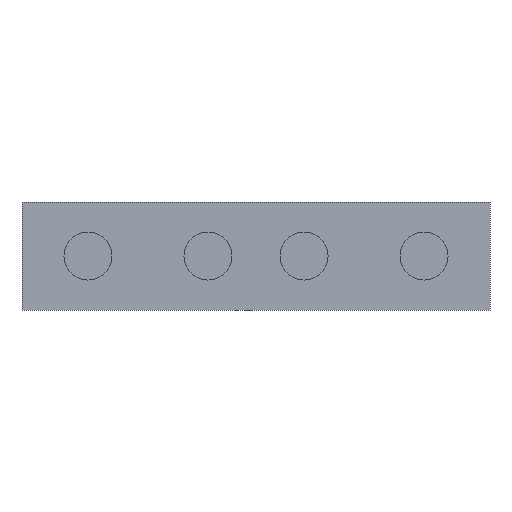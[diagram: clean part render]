
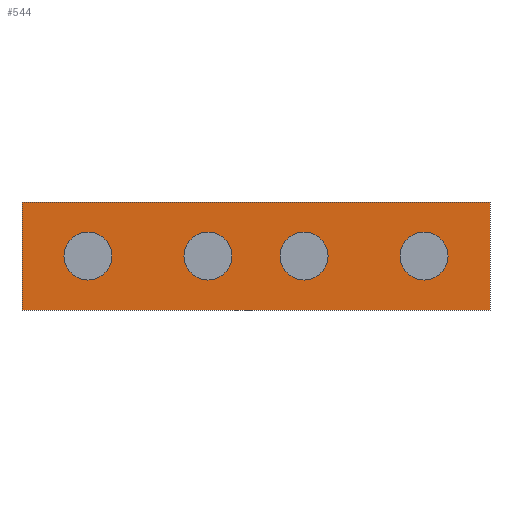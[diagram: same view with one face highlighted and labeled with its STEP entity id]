
A CAD part, front view. The second image highlights one B-rep face of the part: STEP entity #544.
In plain terms, the highlighted planar face has unit normal (0, -1, 0).
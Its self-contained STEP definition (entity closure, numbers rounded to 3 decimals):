
#19=FACE_BOUND('',#105,.T.);
#20=FACE_BOUND('',#106,.T.);
#21=FACE_BOUND('',#107,.T.);
#22=FACE_BOUND('',#108,.T.);
#31=CIRCLE('',#601,1.);
#32=CIRCLE('',#602,1.);
#33=CIRCLE('',#603,1.);
#34=CIRCLE('',#604,1.);
#66=FACE_OUTER_BOUND('',#104,.T.);
#104=EDGE_LOOP('',(#447,#448,#449,#450));
#105=EDGE_LOOP('',(#451));
#106=EDGE_LOOP('',(#452));
#107=EDGE_LOOP('',(#453));
#108=EDGE_LOOP('',(#454));
#167=LINE('',#892,#223);
#168=LINE('',#894,#224);
#169=LINE('',#896,#225);
#170=LINE('',#897,#226);
#223=VECTOR('',#725,10.);
#224=VECTOR('',#726,10.);
#225=VECTOR('',#727,10.);
#226=VECTOR('',#728,10.);
#271=VERTEX_POINT('',#890);
#272=VERTEX_POINT('',#891);
#273=VERTEX_POINT('',#893);
#274=VERTEX_POINT('',#895);
#275=VERTEX_POINT('',#898);
#276=VERTEX_POINT('',#900);
#277=VERTEX_POINT('',#902);
#278=VERTEX_POINT('',#904);
#335=EDGE_CURVE('',#271,#272,#167,.T.);
#336=EDGE_CURVE('',#273,#271,#168,.T.);
#337=EDGE_CURVE('',#274,#273,#169,.T.);
#338=EDGE_CURVE('',#272,#274,#170,.T.);
#339=EDGE_CURVE('',#275,#275,#31,.T.);
#340=EDGE_CURVE('',#276,#276,#32,.T.);
#341=EDGE_CURVE('',#277,#277,#33,.T.);
#342=EDGE_CURVE('',#278,#278,#34,.T.);
#447=ORIENTED_EDGE('',*,*,#335,.F.);
#448=ORIENTED_EDGE('',*,*,#336,.F.);
#449=ORIENTED_EDGE('',*,*,#337,.F.);
#450=ORIENTED_EDGE('',*,*,#338,.F.);
#451=ORIENTED_EDGE('',*,*,#339,.T.);
#452=ORIENTED_EDGE('',*,*,#340,.T.);
#453=ORIENTED_EDGE('',*,*,#341,.T.);
#454=ORIENTED_EDGE('',*,*,#342,.T.);
#514=PLANE('',#600);
#544=ADVANCED_FACE('',(#66,#19,#20,#21,#22),#514,.F.);
#600=AXIS2_PLACEMENT_3D('',#889,#723,#724);
#601=AXIS2_PLACEMENT_3D('',#899,#729,#730);
#602=AXIS2_PLACEMENT_3D('',#901,#731,#732);
#603=AXIS2_PLACEMENT_3D('',#903,#733,#734);
#604=AXIS2_PLACEMENT_3D('',#905,#735,#736);
#723=DIRECTION('center_axis',(0.,1.,0.));
#724=DIRECTION('ref_axis',(1.,0.,0.));
#725=DIRECTION('',(0.,0.,-1.));
#726=DIRECTION('',(1.,0.,0.));
#727=DIRECTION('',(0.,0.,1.));
#728=DIRECTION('',(-1.,0.,0.));
#729=DIRECTION('center_axis',(0.,1.,0.));
#730=DIRECTION('ref_axis',(1.,0.,0.));
#731=DIRECTION('center_axis',(0.,1.,0.));
#732=DIRECTION('ref_axis',(1.,0.,0.));
#733=DIRECTION('center_axis',(0.,1.,0.));
#734=DIRECTION('ref_axis',(1.,0.,0.));
#735=DIRECTION('center_axis',(0.,1.,0.));
#736=DIRECTION('ref_axis',(1.,0.,0.));
#889=CARTESIAN_POINT('Origin',(0.,0.,0.));
#890=CARTESIAN_POINT('',(9.75,0.,2.25));
#891=CARTESIAN_POINT('',(9.75,0.,-2.25));
#892=CARTESIAN_POINT('',(9.75,0.,2.25));
#893=CARTESIAN_POINT('',(-9.75,0.,2.25));
#894=CARTESIAN_POINT('',(-9.75,0.,2.25));
#895=CARTESIAN_POINT('',(-9.75,0.,-2.25));
#896=CARTESIAN_POINT('',(-9.75,0.,-2.25));
#897=CARTESIAN_POINT('',(9.75,0.,-2.25));
#898=CARTESIAN_POINT('',(-8.,0.,0.));
#899=CARTESIAN_POINT('Origin',(-7.,0.,0.));
#900=CARTESIAN_POINT('',(1.,0.,0.));
#901=CARTESIAN_POINT('Origin',(2.,0.,0.));
#902=CARTESIAN_POINT('',(6.,0.,0.));
#903=CARTESIAN_POINT('Origin',(7.,0.,0.));
#904=CARTESIAN_POINT('',(-3.,0.,0.));
#905=CARTESIAN_POINT('Origin',(-2.,0.,0.));
